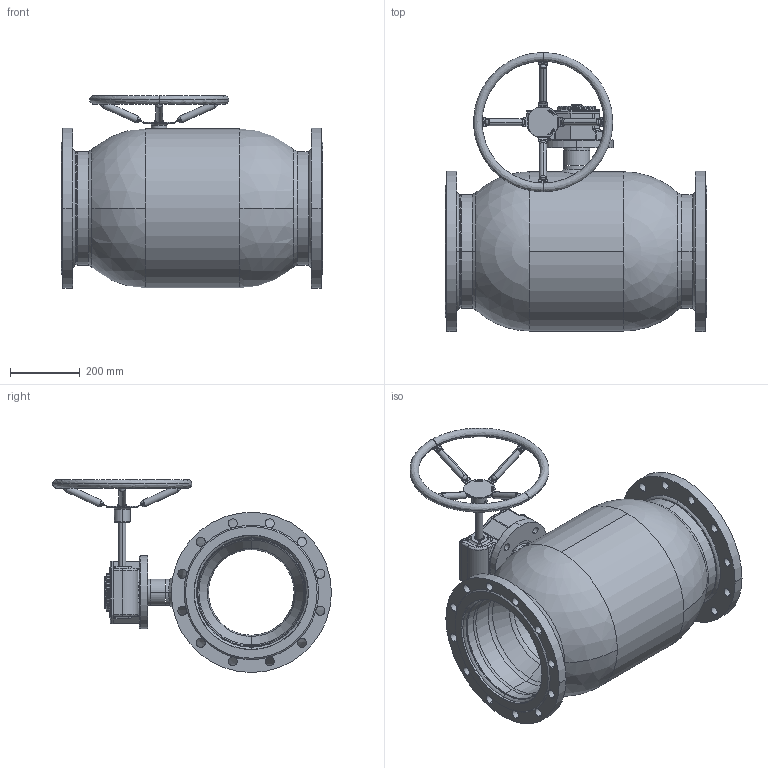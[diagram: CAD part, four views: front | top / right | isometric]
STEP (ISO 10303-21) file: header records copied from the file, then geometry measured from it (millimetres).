
FILE_DESCRIPTION (( 'STEP AP214' ), '1' );
FILE_NAME ('40316300 370.STEP', '2014-01-09T07:52:04', ( 'Broen A/S' ), ( 'Broen A/S' ), 'SwSTEP 2.0', 'SolidWorks 2011', '' );
FILE_SCHEMA (( 'AUTOMOTIVE_DESIGN' ));
Length unit declared in the file: millimetre
Products named in the file (1): 40316300 370
Bounding box: 750 x 800.5 x 554 mm (x, y, z)
Surface area: 2313292 mm2 (no closed solid volume)
Topology: 0 solids, 65 shells, 805 faces, 3284 edges, 2421 vertices
Faces by surface type: cylinder 275, plane 235, bspline 228, cone 47, torus 16, sphere 4
Entity records: 68506 total; most frequent: CARTESIAN_POINT 34855, ORIENTED_EDGE 5062, DIRECTION 4460, EDGE_CURVE 3257, VERTEX_POINT 2421, AXIS2_PLACEMENT_3D 1542, VECTOR 1376, LINE 1376
